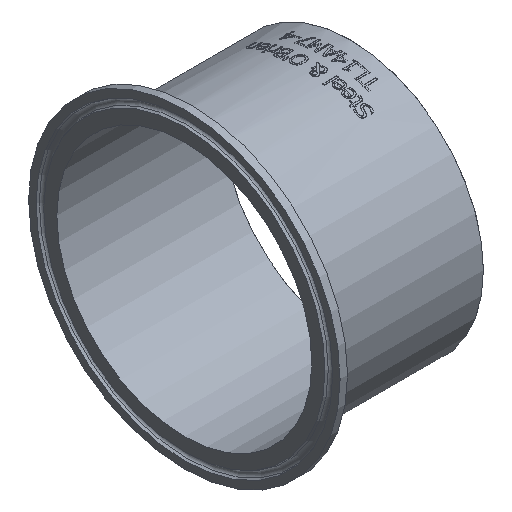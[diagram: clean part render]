
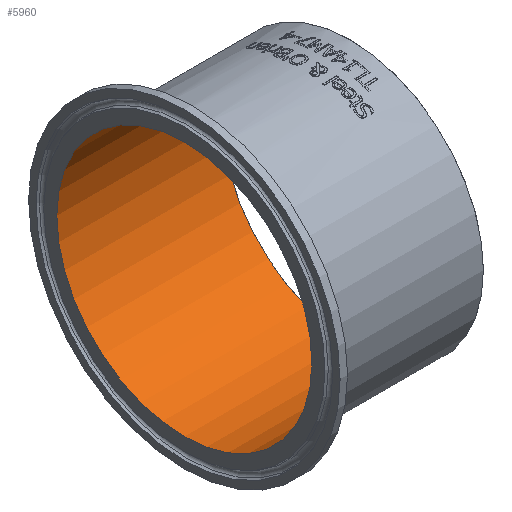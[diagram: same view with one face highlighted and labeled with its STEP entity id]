
A CAD part, isometric view. The second image highlights one B-rep face of the part: STEP entity #5960.
In plain terms, the highlighted cylindrical face has radius 48.692 mm (diameter 97.384 mm), a full revolution.
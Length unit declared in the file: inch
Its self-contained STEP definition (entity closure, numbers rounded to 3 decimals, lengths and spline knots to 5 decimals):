
#104=FACE_BOUND('',#1336,.T.);
#964=FACE_OUTER_BOUND('',#1335,.T.);
#1335=EDGE_LOOP('',(#5550));
#1336=EDGE_LOOP('',(#5551));
#1515=CIRCLE('',#6379,1.917);
#1517=CIRCLE('',#6383,1.917);
#2944=VERTEX_POINT('',#12337);
#2946=VERTEX_POINT('',#12343);
#3818=EDGE_CURVE('',#2944,#2944,#1515,.T.);
#3820=EDGE_CURVE('',#2946,#2946,#1517,.T.);
#5550=ORIENTED_EDGE('',*,*,#3820,.F.);
#5551=ORIENTED_EDGE('',*,*,#3818,.F.);
#5610=CYLINDRICAL_SURFACE('',#6382,1.917);
#5960=ADVANCED_FACE('',(#964,#104),#5610,.F.);
#6379=AXIS2_PLACEMENT_3D('',#12338,#7634,#7635);
#6382=AXIS2_PLACEMENT_3D('',#12342,#7640,#7641);
#6383=AXIS2_PLACEMENT_3D('',#12344,#7642,#7643);
#7634=DIRECTION('center_axis',(-1.,0.,0.));
#7635=DIRECTION('ref_axis',(0.,-1.,0.));
#7640=DIRECTION('center_axis',(1.,0.,0.));
#7641=DIRECTION('ref_axis',(0.,1.,0.));
#7642=DIRECTION('center_axis',(1.,0.,0.));
#7643=DIRECTION('ref_axis',(0.,0.,-1.));
#12337=CARTESIAN_POINT('',(2.495,1.917,0.));
#12338=CARTESIAN_POINT('Origin',(2.495,0.,0.));
#12342=CARTESIAN_POINT('Origin',(1.25,0.,0.));
#12343=CARTESIAN_POINT('',(0.,1.917,0.));
#12344=CARTESIAN_POINT('Origin',(0.,0.,0.));
